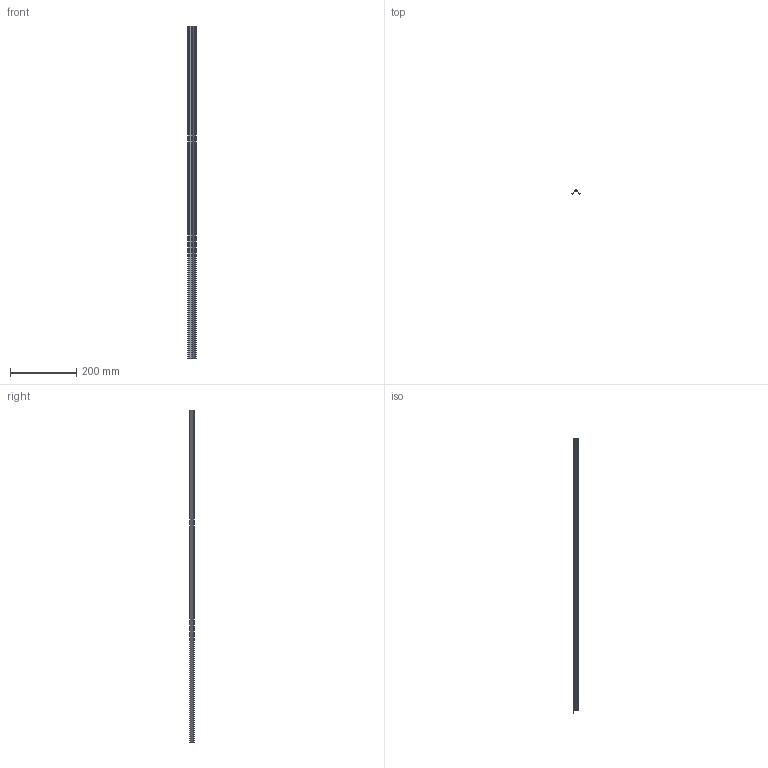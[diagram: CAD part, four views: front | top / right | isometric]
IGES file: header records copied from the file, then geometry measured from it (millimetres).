
Start section: SolidWorks IGES file using analytic representation for surfaces
Global section: file name: BP-869-2.IGS,15; native system: HSolidWorks 2011; preprocessor: SolidWorks 2011; author: Pub70; date: 111213.154308; units: millimetre
Bounding box: 25.13 x 12.59 x 1000 mm (x, y, z)
Surface area: 71701.4 mm2 (no closed solid volume)
Topology: 0 solids, 0 shells, 23 faces, 154 edges, 154 vertices
Faces by surface type: bspline 20, revolution 3
